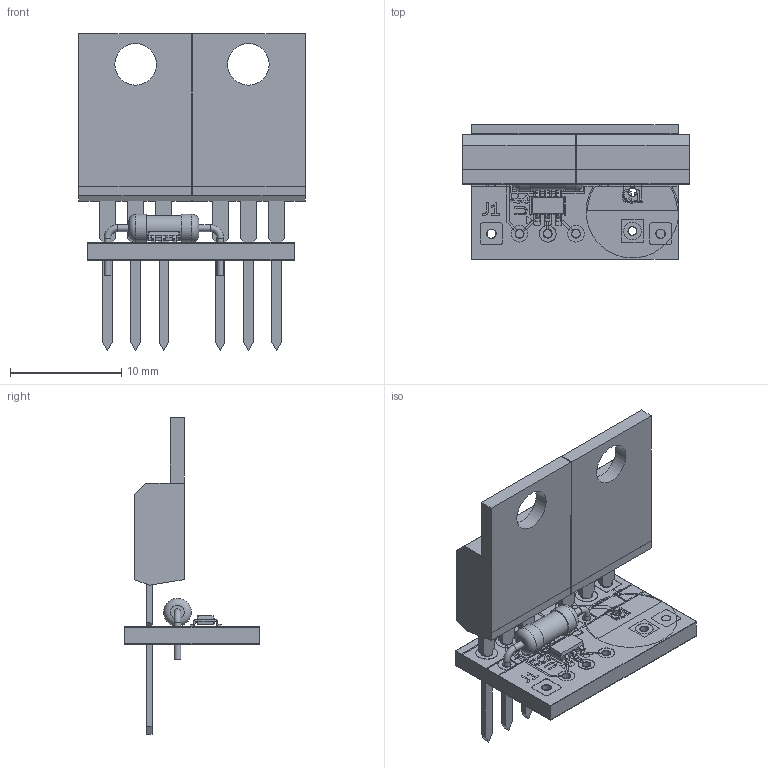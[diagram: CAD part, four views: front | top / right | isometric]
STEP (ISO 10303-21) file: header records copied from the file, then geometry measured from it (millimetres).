
FILE_DESCRIPTION(('KiCad electronic assembly'),'2;1');
FILE_NAME('loadsharing-board.step','2025-08-07T17:05:52',('Pcbnew'),( 'Kicad'),'Open CASCADE STEP processor 7.8','KiCad to STEP converter' ,'Unknown');
FILE_SCHEMA(('AUTOMOTIVE_DESIGN { 1 0 10303 214 1 1 1 1 }'));
Length unit declared in the file: millimetre
Products named in the file (9): loadsharing-board 1; TSOT-23-6; TO-220-3_Vertical; R_Axial_DIN0207_L6.3mm_D2.5mm_P10.16mm_Horizontal; mirrorminiv2_copper; mirrorminiv2_pad; mirrorminiv2_silkscreen; mirrorminiv2_soldermask; mirrorminiv2_PCB
Assembly tree (9 placements, depth 2):
  loadsharing-board 1
    TSOT-23-6
    TO-220-3_Vertical  x2
    R_Axial_DIN0207_L6.3mm_D2.5mm_P10.16mm_Horizontal
    mirrorminiv2_copper
    mirrorminiv2_pad
    mirrorminiv2_silkscreen
    mirrorminiv2_soldermask
    mirrorminiv2_PCB
Bounding box: 20.41 x 12.1 x 28.52 mm (x, y, z)
Volume: 1335.2 mm3; surface area: 2666.1 mm2
Topology: 82 solids, 95 shells, 819 faces, 2398 edges, 1760 vertices
Faces by surface type: plane 557, cylinder 228, bspline 30, torus 4
Full cylindrical faces by diameter (mm): 0.6 x4, 0.75 x30, 0.8 x26, 0.85 x4, 1.05 x18, 1.1 x12, 1.5 x12, 1.6 x6, 2.25 x1, 2.5 x2, 3.735 x2
Entity records: 28127 total; most frequent: CARTESIAN_POINT 4831, DIRECTION 4329, ORIENTED_EDGE 3982, EDGE_CURVE 2260, VERTEX_POINT 1668, LINE 1629, VECTOR 1629, AXIS2_PLACEMENT_3D 1350
